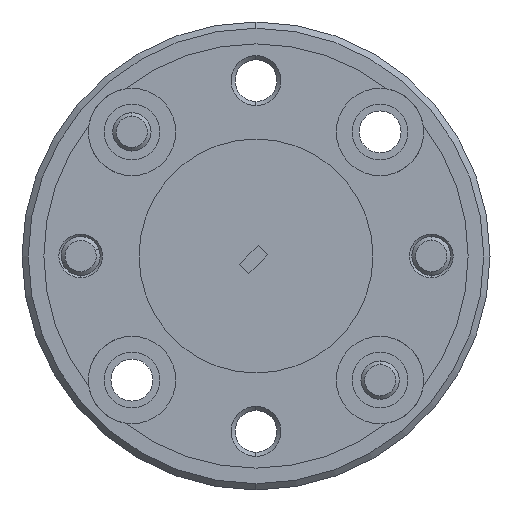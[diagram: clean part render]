
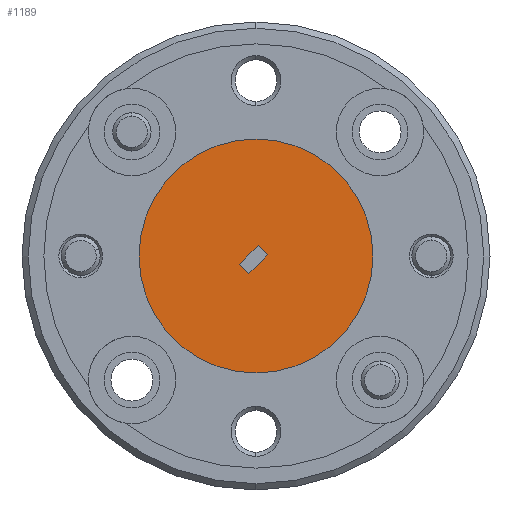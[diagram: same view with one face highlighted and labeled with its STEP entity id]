
A CAD part, left-side view. The second image highlights one B-rep face of the part: STEP entity #1189.
In plain terms, the highlighted planar face has unit normal (-1, 0, 0).
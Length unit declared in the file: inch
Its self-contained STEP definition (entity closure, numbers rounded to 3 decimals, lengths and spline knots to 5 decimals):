
#465 = CARTESIAN_POINT ( 'NONE',  ( -2.31998, 0.82429, 0.25745 ) ) ;
#498 = DIRECTION ( 'NONE',  ( 0., -0.707, 0.707 ) ) ;
#564 = AXIS2_PLACEMENT_3D ( 'NONE', #3654, #637, #3631 ) ;
#637 = DIRECTION ( 'NONE',  ( 1., 0., 0. ) ) ;
#662 = FACE_OUTER_BOUND ( 'NONE', #1411, .T. ) ;
#901 = ORIENTED_EDGE ( 'NONE', *, *, #4091, .F. ) ;
#905 = CARTESIAN_POINT ( 'NONE',  ( -2.31998, 0.8699, 0.24225 ) ) ;
#909 = VERTEX_POINT ( 'NONE', #2274 ) ;
#955 = AXIS2_PLACEMENT_3D ( 'NONE', #2343, #3846, #1946 ) ;
#961 = ORIENTED_EDGE ( 'NONE', *, *, #2597, .T. ) ;
#1059 = DIRECTION ( 'NONE',  ( -1., 0., 0. ) ) ;
#1189 = ADVANCED_FACE ( 'NONE', ( #662, #4380 ), #4007, .F. ) ;
#1262 = LINE ( 'NONE', #3870, #2327 ) ;
#1411 = EDGE_LOOP ( 'NONE', ( #3141, #961 ) ) ;
#1434 = CARTESIAN_POINT ( 'NONE',  ( -2.31998, 0.85469, 0.22705 ) ) ;
#1667 = VECTOR ( 'NONE', #2271, 39.37008 ) ;
#1786 = VERTEX_POINT ( 'NONE', #465 ) ;
#1842 = DIRECTION ( 'NONE',  ( 0., 0., 1. ) ) ;
#1854 = EDGE_CURVE ( 'NONE', #1786, #909, #4175, .T. ) ;
#1867 = CARTESIAN_POINT ( 'NONE',  ( -2.31998, 0.84317, 0.06812 ) ) ;
#1884 = CIRCLE ( 'NONE', #955, 0.1875 ) ;
#1946 = DIRECTION ( 'NONE',  ( 0., 0., 1. ) ) ;
#1972 = ORIENTED_EDGE ( 'NONE', *, *, #1854, .F. ) ;
#2014 = VECTOR ( 'NONE', #3150, 39.37008 ) ;
#2150 = DIRECTION ( 'NONE',  ( 0., -0.707, -0.707 ) ) ;
#2192 = CIRCLE ( 'NONE', #2665, 0.1875 ) ;
#2210 = VERTEX_POINT ( 'NONE', #4767 ) ;
#2216 = LINE ( 'NONE', #1434, #2434 ) ;
#2271 = DIRECTION ( 'NONE',  ( 0., 0.707, 0.707 ) ) ;
#2274 = CARTESIAN_POINT ( 'NONE',  ( -2.31998, 0.83949, 0.27266 ) ) ;
#2324 = ORIENTED_EDGE ( 'NONE', *, *, #3936, .F. ) ;
#2327 = VECTOR ( 'NONE', #498, 39.37008 ) ;
#2343 = CARTESIAN_POINT ( 'NONE',  ( -2.31998, 0.84317, 0.25562 ) ) ;
#2434 = VECTOR ( 'NONE', #2150, 39.37008 ) ;
#2457 = CARTESIAN_POINT ( 'NONE',  ( -2.31998, 0.85469, 0.22705 ) ) ;
#2597 = EDGE_CURVE ( 'NONE', #4231, #2210, #2192, .T. ) ;
#2648 = EDGE_CURVE ( 'NONE', #3512, #3162, #2216, .T. ) ;
#2665 = AXIS2_PLACEMENT_3D ( 'NONE', #4418, #1059, #1842 ) ;
#3141 = ORIENTED_EDGE ( 'NONE', *, *, #3378, .T. ) ;
#3150 = DIRECTION ( 'NONE',  ( 0., 0.707, -0.707 ) ) ;
#3162 = VERTEX_POINT ( 'NONE', #2457 ) ;
#3378 = EDGE_CURVE ( 'NONE', #2210, #4231, #1884, .T. ) ;
#3425 = CARTESIAN_POINT ( 'NONE',  ( -2.31998, 0.83949, 0.27266 ) ) ;
#3512 = VERTEX_POINT ( 'NONE', #905 ) ;
#3631 = DIRECTION ( 'NONE',  ( 0., 1., 0. ) ) ;
#3654 = CARTESIAN_POINT ( 'NONE',  ( -2.31998, 1.21817, 0.25562 ) ) ;
#3846 = DIRECTION ( 'NONE',  ( -1., 0., 0. ) ) ;
#3870 = CARTESIAN_POINT ( 'NONE',  ( -2.31998, 0.82429, 0.25745 ) ) ;
#3936 = EDGE_CURVE ( 'NONE', #3162, #1786, #1262, .T. ) ;
#4007 = PLANE ( 'NONE',  #564 ) ;
#4091 = EDGE_CURVE ( 'NONE', #909, #3512, #4741, .T. ) ;
#4175 = LINE ( 'NONE', #3425, #1667 ) ;
#4231 = VERTEX_POINT ( 'NONE', #1867 ) ;
#4368 = CARTESIAN_POINT ( 'NONE',  ( -2.31998, 0.8699, 0.24225 ) ) ;
#4380 = FACE_BOUND ( 'NONE', #4385, .T. ) ;
#4385 = EDGE_LOOP ( 'NONE', ( #1972, #2324, #4444, #901 ) ) ;
#4418 = CARTESIAN_POINT ( 'NONE',  ( -2.31998, 0.84317, 0.25562 ) ) ;
#4444 = ORIENTED_EDGE ( 'NONE', *, *, #2648, .F. ) ;
#4741 = LINE ( 'NONE', #4368, #2014 ) ;
#4767 = CARTESIAN_POINT ( 'NONE',  ( -2.31998, 0.84317, 0.44312 ) ) ;
